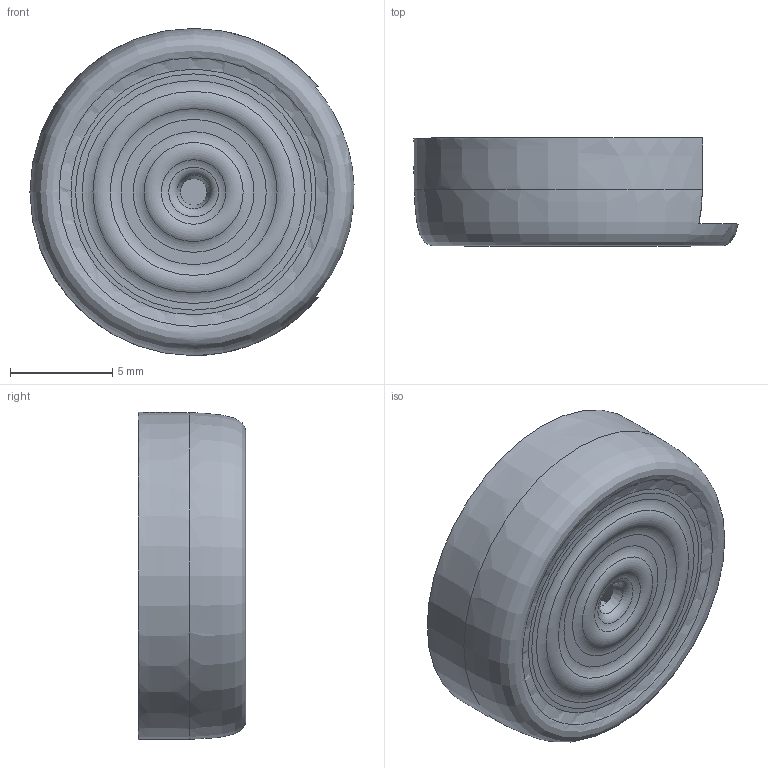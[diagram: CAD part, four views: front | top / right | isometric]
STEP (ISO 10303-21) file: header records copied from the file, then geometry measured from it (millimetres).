
FILE_DESCRIPTION(/* description */ (''),/* implementation_level */ '2;1');
FILE_NAME(/* name */ 'Top Cap v41.step',/* time_stamp */ '2018-01-31T11:02:54+01:00',/* author */ ('albane.imbert'),/* organization */ (''),/* preprocessor_version */ 'ST-DEVELOPER v16.13',/* originating_system */ 'Autodesk Translation Framework v6.5.0.72',/* authorisation */ '');
FILE_SCHEMA (('AUTOMOTIVE_DESIGN { 1 0 10303 214 3 1 1 }'));
Length unit declared in the file: millimetre
Products named in the file (1): Top Cap
Bounding box: 15.84 x 5.27 x 16 mm (x, y, z)
Volume: 317 mm3; surface area: 864.6 mm2
Topology: 1 solids, 1 shells, 38 faces, 102 edges, 67 vertices
Faces by surface type: plane 20, bspline 8, torus 7, cylinder 2, cone 1
Entity records: 2494 total; most frequent: CARTESIAN_POINT 1536, ORIENTED_EDGE 204, DIRECTION 183, EDGE_CURVE 102, AXIS2_PLACEMENT_3D 68, VERTEX_POINT 67, LINE 47, VECTOR 47
